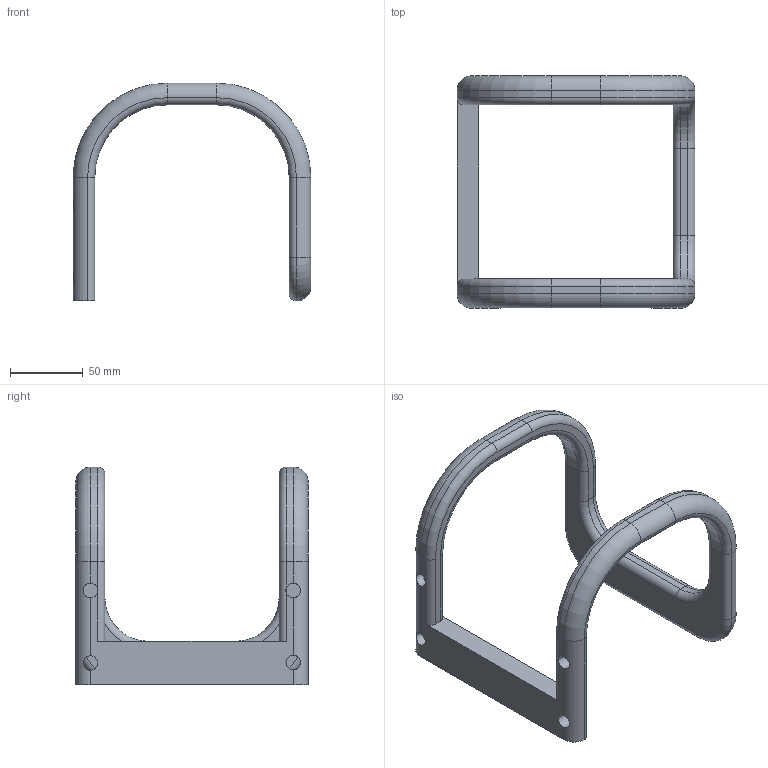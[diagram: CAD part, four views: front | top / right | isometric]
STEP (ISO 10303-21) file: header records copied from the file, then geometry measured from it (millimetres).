
FILE_DESCRIPTION((''),'2;1');
FILE_NAME('TRUNK_CONNECTION','2019-08-23T15:17:01',('jbn176'),(''),'CREO PARAMETRIC BY PTC INC, 2018260','CREO PARAMETRIC BY PTC INC, 2018260','');
FILE_SCHEMA(('CONFIG_CONTROL_DESIGN'));
Length unit declared in the file: metre
Products named in the file (1): TRUNK_CONNECTION
Bounding box: 163.9 x 160 x 150 mm (x, y, z)
Volume: 301490.1 mm3; surface area: 66087.4 mm2
Topology: 1 solids, 1 shells, 86 faces, 219 edges, 126 vertices
Faces by surface type: cylinder 46, torus 24, plane 16
Entity records: 2682 total; most frequent: CARTESIAN_POINT 502, DIRECTION 493, ORIENTED_EDGE 438, EDGE_CURVE 219, AXIS2_PLACEMENT_3D 200, VERTEX_POINT 126, CIRCLE 114, VECTOR 93
